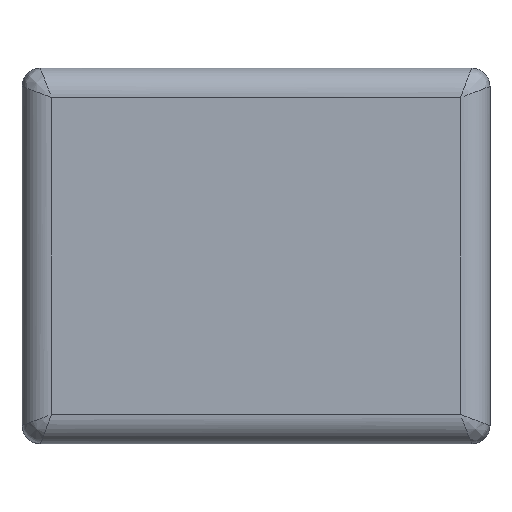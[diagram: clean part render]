
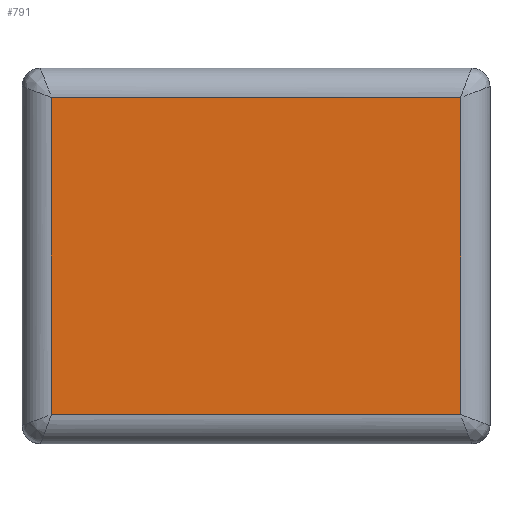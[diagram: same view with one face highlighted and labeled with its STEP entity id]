
A CAD part, left-side view. The second image highlights one B-rep face of the part: STEP entity #791.
In plain terms, the highlighted planar face has unit normal (-1, 0, 0).
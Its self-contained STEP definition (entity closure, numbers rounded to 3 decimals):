
#71 = EDGE_CURVE ( 'NONE', #814, #1593, #341, .T. ) ;
#146 = CARTESIAN_POINT ( 'NONE',  ( -1., -0.635, 0.94 ) ) ;
#205 = CARTESIAN_POINT ( 'NONE',  ( -1., -0.555, 0.94 ) ) ;
#225 = EDGE_CURVE ( 'NONE', #1593, #415, #1814, .T. ) ;
#304 = CARTESIAN_POINT ( 'NONE',  ( -1., -0.555, 1.02 ) ) ;
#341 = LINE ( 'NONE', #146, #2516 ) ;
#347 = DIRECTION ( 'NONE',  ( 0., 0., -1. ) ) ;
#415 = VERTEX_POINT ( 'NONE', #2289 ) ;
#475 = CARTESIAN_POINT ( 'NONE',  ( -1., 0.555, 0.94 ) ) ;
#572 = DIRECTION ( 'NONE',  ( 0., 0., -1. ) ) ;
#706 = EDGE_CURVE ( 'NONE', #804, #814, #2213, .T. ) ;
#791 = ADVANCED_FACE ( 'NONE', ( #1614 ), #1410, .F. ) ;
#804 = VERTEX_POINT ( 'NONE', #823 ) ;
#814 = VERTEX_POINT ( 'NONE', #205 ) ;
#823 = CARTESIAN_POINT ( 'NONE',  ( -1., -0.555, 0.08 ) ) ;
#829 = VECTOR ( 'NONE', #572, 1000. ) ;
#877 = LINE ( 'NONE', #2589, #1294 ) ;
#977 = DIRECTION ( 'NONE',  ( 0., 1., 0. ) ) ;
#1014 = CARTESIAN_POINT ( 'NONE',  ( -1., 0.555, 1.02 ) ) ;
#1059 = ORIENTED_EDGE ( 'NONE', *, *, #1756, .T. ) ;
#1155 = DIRECTION ( 'NONE',  ( 0., 0., 1. ) ) ;
#1200 = AXIS2_PLACEMENT_3D ( 'NONE', #1642, #1598, #347 ) ;
#1294 = VECTOR ( 'NONE', #2573, 1000. ) ;
#1382 = EDGE_LOOP ( 'NONE', ( #1624, #1059, #2724, #2286 ) ) ;
#1410 = PLANE ( 'NONE',  #1200 ) ;
#1417 = VECTOR ( 'NONE', #1155, 1000. ) ;
#1593 = VERTEX_POINT ( 'NONE', #475 ) ;
#1598 = DIRECTION ( 'NONE',  ( 1., 0., 0. ) ) ;
#1614 = FACE_OUTER_BOUND ( 'NONE', #1382, .T. ) ;
#1624 = ORIENTED_EDGE ( 'NONE', *, *, #225, .T. ) ;
#1642 = CARTESIAN_POINT ( 'NONE',  ( -1., -0.635, 1.02 ) ) ;
#1756 = EDGE_CURVE ( 'NONE', #415, #804, #877, .T. ) ;
#1814 = LINE ( 'NONE', #1014, #829 ) ;
#2213 = LINE ( 'NONE', #304, #1417 ) ;
#2286 = ORIENTED_EDGE ( 'NONE', *, *, #71, .T. ) ;
#2289 = CARTESIAN_POINT ( 'NONE',  ( -1., 0.555, 0.08 ) ) ;
#2516 = VECTOR ( 'NONE', #977, 1000. ) ;
#2573 = DIRECTION ( 'NONE',  ( 0., -1., 0. ) ) ;
#2589 = CARTESIAN_POINT ( 'NONE',  ( -1., 0., 0.08 ) ) ;
#2724 = ORIENTED_EDGE ( 'NONE', *, *, #706, .T. ) ;
